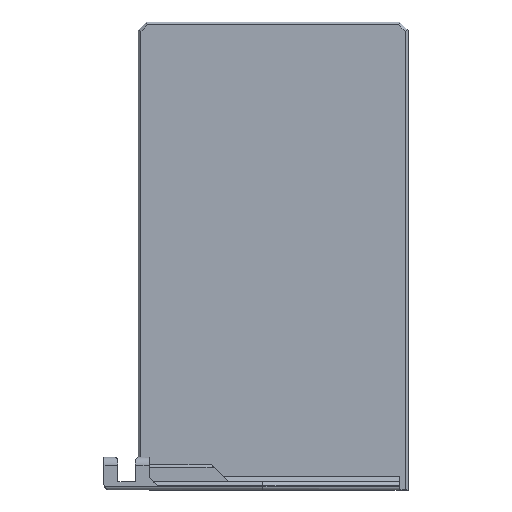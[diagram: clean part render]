
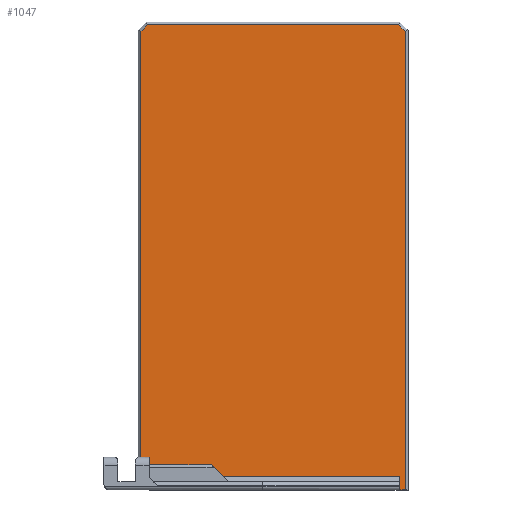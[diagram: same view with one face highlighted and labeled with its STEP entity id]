
A CAD part, top view. The second image highlights one B-rep face of the part: STEP entity #1047.
In plain terms, the highlighted planar face has unit normal (0, 0, 1).
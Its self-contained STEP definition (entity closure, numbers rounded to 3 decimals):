
#63=PLANE('',#1139);
#130=FACE_OUTER_BOUND('',#189,.T.);
#189=EDGE_LOOP('',(#973,#974,#975,#976,#977,#978,#979,#980,#981,#982));
#231=LINE('',#1514,#354);
#238=LINE('',#1527,#361);
#273=LINE('',#1607,#396);
#275=LINE('',#1611,#398);
#278=LINE('',#1617,#401);
#281=LINE('',#1623,#404);
#284=LINE('',#1627,#407);
#320=LINE('',#1716,#443);
#323=LINE('',#1722,#446);
#324=LINE('',#1724,#447);
#354=VECTOR('',#1211,10.);
#361=VECTOR('',#1220,10.);
#396=VECTOR('',#1291,10.);
#398=VECTOR('',#1295,10.);
#401=VECTOR('',#1300,10.);
#404=VECTOR('',#1305,10.);
#407=VECTOR('',#1310,10.);
#443=VECTOR('',#1406,10.);
#446=VECTOR('',#1413,10.);
#447=VECTOR('',#1416,10.);
#479=VERTEX_POINT('',#1511);
#480=VERTEX_POINT('',#1513);
#485=VERTEX_POINT('',#1525);
#511=VERTEX_POINT('',#1604);
#512=VERTEX_POINT('',#1606);
#513=VERTEX_POINT('',#1610);
#515=VERTEX_POINT('',#1616);
#517=VERTEX_POINT('',#1622);
#540=VERTEX_POINT('',#1714);
#541=VERTEX_POINT('',#1720);
#582=EDGE_CURVE('',#480,#479,#231,.T.);
#589=EDGE_CURVE('',#479,#485,#238,.T.);
#628=EDGE_CURVE('',#511,#512,#273,.T.);
#630=EDGE_CURVE('',#512,#513,#275,.T.);
#633=EDGE_CURVE('',#513,#515,#278,.T.);
#636=EDGE_CURVE('',#515,#517,#281,.T.);
#639=EDGE_CURVE('',#517,#485,#284,.T.);
#684=EDGE_CURVE('',#480,#540,#320,.T.);
#687=EDGE_CURVE('',#511,#541,#323,.T.);
#688=EDGE_CURVE('',#541,#540,#324,.T.);
#973=ORIENTED_EDGE('',*,*,#628,.F.);
#974=ORIENTED_EDGE('',*,*,#687,.T.);
#975=ORIENTED_EDGE('',*,*,#688,.T.);
#976=ORIENTED_EDGE('',*,*,#684,.F.);
#977=ORIENTED_EDGE('',*,*,#582,.T.);
#978=ORIENTED_EDGE('',*,*,#589,.T.);
#979=ORIENTED_EDGE('',*,*,#639,.F.);
#980=ORIENTED_EDGE('',*,*,#636,.F.);
#981=ORIENTED_EDGE('',*,*,#633,.F.);
#982=ORIENTED_EDGE('',*,*,#630,.F.);
#1047=ADVANCED_FACE('',(#130),#63,.T.);
#1139=AXIS2_PLACEMENT_3D('',#1726,#1419,#1420);
#1211=DIRECTION('',(0.,-1.,0.));
#1220=DIRECTION('',(1.,0.,0.));
#1291=DIRECTION('',(0.,1.,0.));
#1295=DIRECTION('',(0.707,0.707,0.));
#1300=DIRECTION('',(1.,0.,0.));
#1305=DIRECTION('',(0.707,-0.707,0.));
#1310=DIRECTION('',(0.,-1.,0.));
#1406=DIRECTION('',(-1.,0.,0.));
#1413=DIRECTION('',(1.,0.,0.));
#1416=DIRECTION('',(0.,1.,0.));
#1419=DIRECTION('center_axis',(0.,0.,1.));
#1420=DIRECTION('ref_axis',(1.,0.,0.));
#1511=CARTESIAN_POINT('',(43.8,-124.,27.8));
#1513=CARTESIAN_POINT('',(43.8,-119.,27.8));
#1514=CARTESIAN_POINT('',(43.8,-81.25,27.8));
#1525=CARTESIAN_POINT('',(45.8,-124.,27.8));
#1527=CARTESIAN_POINT('',(46.8,-124.,27.8));
#1604=CARTESIAN_POINT('',(-50.8,-121.,27.8));
#1606=CARTESIAN_POINT('',(-50.8,43.586,27.8));
#1607=CARTESIAN_POINT('',(-50.8,2.75,27.8));
#1610=CARTESIAN_POINT('',(-48.386,46.,27.8));
#1611=CARTESIAN_POINT('',(-57.893,36.493,27.8));
#1616=CARTESIAN_POINT('',(43.386,46.,27.8));
#1617=CARTESIAN_POINT('',(20.65,46.,27.8));
#1622=CARTESIAN_POINT('',(45.8,43.586,27.8));
#1623=CARTESIAN_POINT('',(54.393,34.993,27.8));
#1627=CARTESIAN_POINT('',(45.8,-81.25,27.8));
#1714=CARTESIAN_POINT('',(-47.7,-119.,27.8));
#1716=CARTESIAN_POINT('',(20.65,-119.,27.8));
#1720=CARTESIAN_POINT('',(-47.7,-121.,27.8));
#1722=CARTESIAN_POINT('',(20.65,-121.,27.8));
#1724=CARTESIAN_POINT('',(-47.7,-79.75,27.8));
#1726=CARTESIAN_POINT('Origin',(-2.5,-38.5,27.8));
